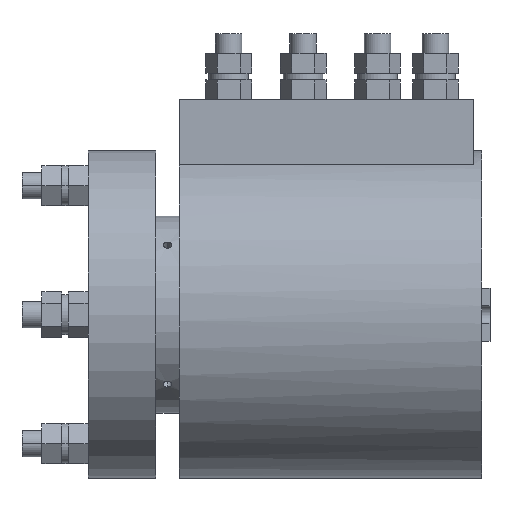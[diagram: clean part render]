
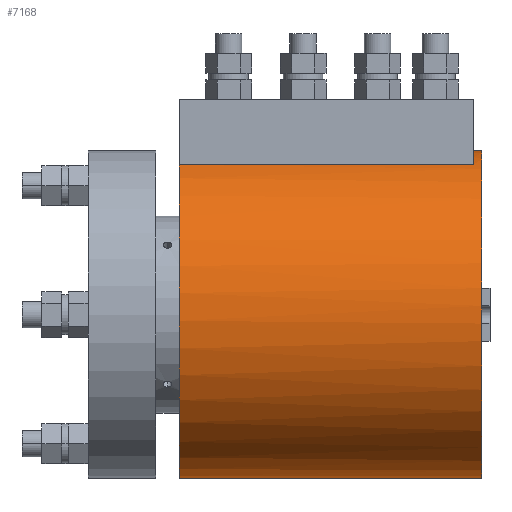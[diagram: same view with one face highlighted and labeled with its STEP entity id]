
A CAD part, front view. The second image highlights one B-rep face of the part: STEP entity #7168.
In plain terms, the highlighted cylindrical face has radius 99 mm (diameter 198 mm), a partial arc.
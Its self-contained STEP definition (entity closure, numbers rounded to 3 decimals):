
#79 = DIRECTION ( 'NONE',  ( 1., 0., 0. ) ) ;
#105 = VERTEX_POINT ( 'NONE', #8809 ) ;
#141 = CARTESIAN_POINT ( 'NONE',  ( 238., 0., 0. ) ) ;
#313 = LINE ( 'NONE', #5230, #1661 ) ;
#374 = CARTESIAN_POINT ( 'NONE',  ( 55., 0., -99. ) ) ;
#408 = AXIS2_PLACEMENT_3D ( 'NONE', #773, #764, #719 ) ;
#601 = VERTEX_POINT ( 'NONE', #374 ) ;
#641 = CARTESIAN_POINT ( 'NONE',  ( 238., 0., 99. ) ) ;
#719 = DIRECTION ( 'NONE',  ( 0., 0., -1. ) ) ;
#764 = DIRECTION ( 'NONE',  ( 1., 0., 0. ) ) ;
#773 = CARTESIAN_POINT ( 'NONE',  ( 238., 0., 0. ) ) ;
#878 = DIRECTION ( 'NONE',  ( 0., 0., -1. ) ) ;
#932 = CIRCLE ( 'NONE', #408, 99. ) ;
#1062 = DIRECTION ( 'NONE',  ( 1., 0., 0. ) ) ;
#1067 = CARTESIAN_POINT ( 'NONE',  ( 238., 0., 99. ) ) ;
#1092 = CYLINDRICAL_SURFACE ( 'NONE', #7626, 99. ) ;
#1108 = VERTEX_POINT ( 'NONE', #5656 ) ;
#1152 = EDGE_CURVE ( 'NONE', #7549, #105, #313, .T. ) ;
#1345 = CARTESIAN_POINT ( 'NONE',  ( 238., 0., 0. ) ) ;
#1625 = EDGE_CURVE ( 'NONE', #4652, #5841, #932, .T. ) ;
#1661 = VECTOR ( 'NONE', #5133, 1000. ) ;
#1743 = ORIENTED_EDGE ( 'NONE', *, *, #1895, .T. ) ;
#1895 = EDGE_CURVE ( 'NONE', #601, #5841, #2521, .T. ) ;
#1932 = ORIENTED_EDGE ( 'NONE', *, *, #7965, .F. ) ;
#1971 = AXIS2_PLACEMENT_3D ( 'NONE', #141, #5414, #878 ) ;
#2045 = ORIENTED_EDGE ( 'NONE', *, *, #8840, .T. ) ;
#2091 = DIRECTION ( 'NONE',  ( 0., 0., -1. ) ) ;
#2125 = CARTESIAN_POINT ( 'NONE',  ( 238., 0., 0. ) ) ;
#2281 = ORIENTED_EDGE ( 'NONE', *, *, #4142, .T. ) ;
#2497 = LINE ( 'NONE', #1067, #9280 ) ;
#2521 = LINE ( 'NONE', #8546, #9486 ) ;
#2878 = DIRECTION ( 'NONE',  ( 1., 0., 0. ) ) ;
#2930 = CARTESIAN_POINT ( 'NONE',  ( 238., 0., -99. ) ) ;
#3512 = CIRCLE ( 'NONE', #4321, 99. ) ;
#3546 = ORIENTED_EDGE ( 'NONE', *, *, #1625, .F. ) ;
#4003 = FACE_OUTER_BOUND ( 'NONE', #9343, .T. ) ;
#4142 = EDGE_CURVE ( 'NONE', #105, #601, #6593, .T. ) ;
#4321 = AXIS2_PLACEMENT_3D ( 'NONE', #5604, #1062, #6372 ) ;
#4363 = CARTESIAN_POINT ( 'NONE',  ( 55., 0., 0. ) ) ;
#4652 = VERTEX_POINT ( 'NONE', #8182 ) ;
#4670 = CIRCLE ( 'NONE', #1971, 99. ) ;
#4796 = EDGE_CURVE ( 'NONE', #7165, #1108, #4670, .T. ) ;
#5133 = DIRECTION ( 'NONE',  ( -1., 0., 0. ) ) ;
#5230 = CARTESIAN_POINT ( 'NONE',  ( 238., -40., 90.559 ) ) ;
#5336 = AXIS2_PLACEMENT_3D ( 'NONE', #1345, #6654, #2091 ) ;
#5414 = DIRECTION ( 'NONE',  ( 1., 0., 0. ) ) ;
#5537 = DIRECTION ( 'NONE',  ( 1., 0., 0. ) ) ;
#5576 = CARTESIAN_POINT ( 'NONE',  ( 233., 0., 99. ) ) ;
#5598 = ORIENTED_EDGE ( 'NONE', *, *, #6838, .T. ) ;
#5604 = CARTESIAN_POINT ( 'NONE',  ( 233., 0., 0. ) ) ;
#5612 = DIRECTION ( 'NONE',  ( 1., 0., 0. ) ) ;
#5656 = CARTESIAN_POINT ( 'NONE',  ( 238., -97.699, 16. ) ) ;
#5841 = VERTEX_POINT ( 'NONE', #2930 ) ;
#6354 = CARTESIAN_POINT ( 'NONE',  ( 233., -40., 90.559 ) ) ;
#6372 = DIRECTION ( 'NONE',  ( 0., 0., -1. ) ) ;
#6391 = ORIENTED_EDGE ( 'NONE', *, *, #1152, .T. ) ;
#6593 = CIRCLE ( 'NONE', #6626, 99. ) ;
#6614 = CIRCLE ( 'NONE', #5336, 99. ) ;
#6626 = AXIS2_PLACEMENT_3D ( 'NONE', #4363, #79, #9542 ) ;
#6654 = DIRECTION ( 'NONE',  ( -1., 0., 0. ) ) ;
#6838 = EDGE_CURVE ( 'NONE', #4652, #1108, #6614, .T. ) ;
#7165 = VERTEX_POINT ( 'NONE', #641 ) ;
#7168 = ADVANCED_FACE ( 'NONE', ( #4003 ), #1092, .T. ) ;
#7397 = DIRECTION ( 'NONE',  ( 0., 0., -1. ) ) ;
#7549 = VERTEX_POINT ( 'NONE', #6354 ) ;
#7626 = AXIS2_PLACEMENT_3D ( 'NONE', #2125, #2878, #7397 ) ;
#7941 = VERTEX_POINT ( 'NONE', #5576 ) ;
#7965 = EDGE_CURVE ( 'NONE', #7941, #7165, #2497, .T. ) ;
#8182 = CARTESIAN_POINT ( 'NONE',  ( 238., -97.699, -16. ) ) ;
#8546 = CARTESIAN_POINT ( 'NONE',  ( 238., 0., -99. ) ) ;
#8809 = CARTESIAN_POINT ( 'NONE',  ( 55., -40., 90.559 ) ) ;
#8824 = ORIENTED_EDGE ( 'NONE', *, *, #4796, .F. ) ;
#8840 = EDGE_CURVE ( 'NONE', #7941, #7549, #3512, .T. ) ;
#9280 = VECTOR ( 'NONE', #5612, 1000. ) ;
#9343 = EDGE_LOOP ( 'NONE', ( #1932, #2045, #6391, #2281, #1743, #3546, #5598, #8824 ) ) ;
#9486 = VECTOR ( 'NONE', #5537, 1000. ) ;
#9542 = DIRECTION ( 'NONE',  ( 0., 0., -1. ) ) ;
